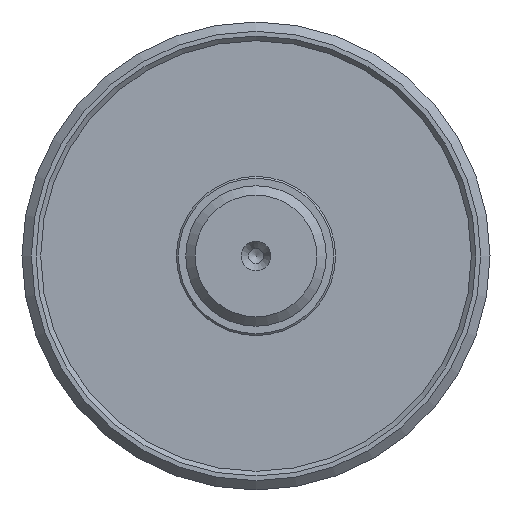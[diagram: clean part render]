
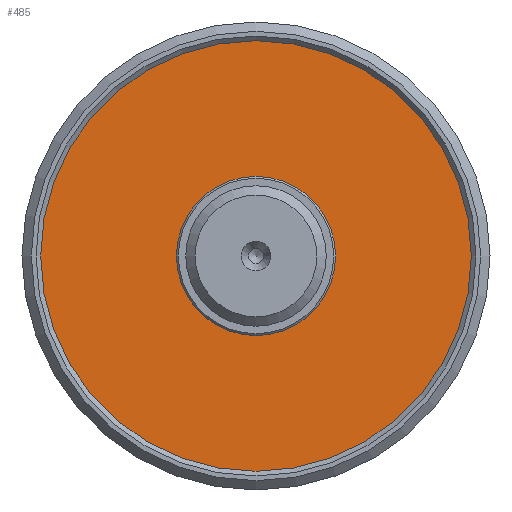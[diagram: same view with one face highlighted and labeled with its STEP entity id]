
A CAD part, left-side view. The second image highlights one B-rep face of the part: STEP entity #485.
In plain terms, the highlighted planar face has unit normal (-1, 0, 0).
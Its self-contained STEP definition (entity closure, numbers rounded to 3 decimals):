
#63=PLANE($,#543);
#102=FACE_BOUND($,#186,.T.);
#141=FACE_OUTER_BOUND($,#185,.T.);
#185=EDGE_LOOP($,(#388));
#186=EDGE_LOOP($,(#389));
#250=CIRCLE($,#537,8.5);
#253=CIRCLE($,#544,23.);
#287=VERTEX_POINT($,#809);
#290=VERTEX_POINT($,#819);
#330=EDGE_CURVE($,#287,#287,#250,.T.);
#333=EDGE_CURVE($,#290,#290,#253,.T.);
#388=ORIENTED_EDGE($,*,*,#333,.F.);
#389=ORIENTED_EDGE($,*,*,#330,.T.);
#485=ADVANCED_FACE($,(#141,#102),#63,.T.);
#537=AXIS2_PLACEMENT_3D($,#810,#636,#637);
#543=AXIS2_PLACEMENT_3D($,#818,#648,#649);
#544=AXIS2_PLACEMENT_3D($,#820,#650,#651);
#636=DIRECTION('center_axis',(1.,0.,0.));
#637=DIRECTION('ref_axis',(0.,1.,0.));
#648=DIRECTION('center_axis',(-1.,0.,0.));
#649=DIRECTION('ref_axis',(0.,0.,1.));
#650=DIRECTION('center_axis',(1.,0.,0.));
#651=DIRECTION('ref_axis',(0.,1.,0.));
#809=CARTESIAN_POINT('',(8.,8.5,0.));
#810=CARTESIAN_POINT('Origin',(8.,0.,0.));
#818=CARTESIAN_POINT('Origin',(8.,15.75,0.));
#819=CARTESIAN_POINT('',(8.,23.,0.));
#820=CARTESIAN_POINT('Origin',(8.,0.,0.));
